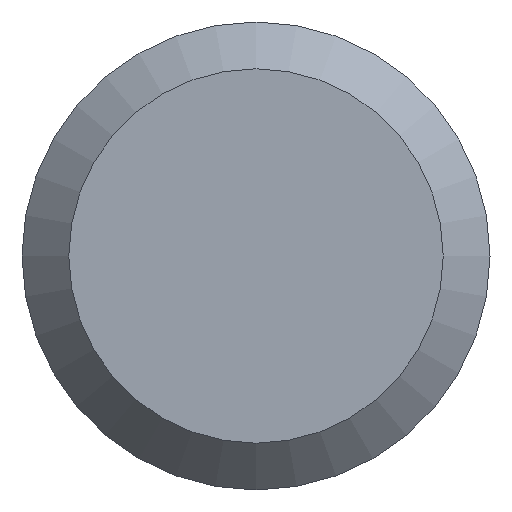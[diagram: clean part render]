
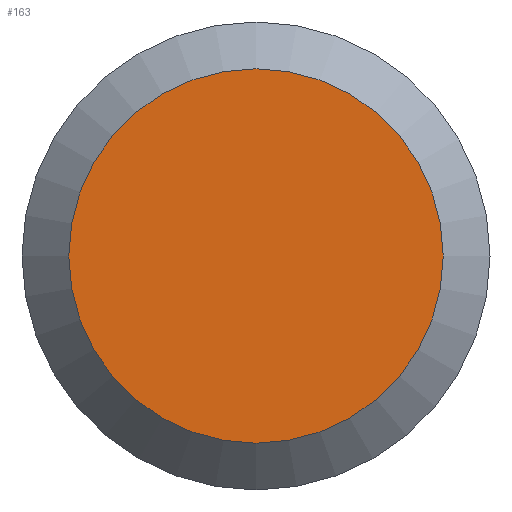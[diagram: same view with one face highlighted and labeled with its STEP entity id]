
A CAD part, left-side view. The second image highlights one B-rep face of the part: STEP entity #163.
In plain terms, the highlighted planar face has unit normal (-1, 0, 0).
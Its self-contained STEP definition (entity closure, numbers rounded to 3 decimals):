
#16 = EDGE_LOOP ( 'NONE', ( #140 ) ) ;
#46 = DIRECTION ( 'NONE',  ( 0., 0., -1. ) ) ;
#48 = PLANE ( 'NONE',  #68 ) ;
#68 = AXIS2_PLACEMENT_3D ( 'NONE', #161, #156, #46 ) ;
#88 = DIRECTION ( 'NONE',  ( -1., 0., 0. ) ) ;
#117 = FACE_OUTER_BOUND ( 'NONE', #16, .T. ) ;
#121 = CIRCLE ( 'NONE', #207, 1.92 ) ;
#138 = VERTEX_POINT ( 'NONE', #144 ) ;
#140 = ORIENTED_EDGE ( 'NONE', *, *, #182, .T. ) ;
#144 = CARTESIAN_POINT ( 'NONE',  ( 0., 0., -1.92 ) ) ;
#156 = DIRECTION ( 'NONE',  ( 1., 0., 0. ) ) ;
#161 = CARTESIAN_POINT ( 'NONE',  ( 0., 2.4, 0. ) ) ;
#163 = ADVANCED_FACE ( 'NONE', ( #117 ), #48, .F. ) ;
#165 = DIRECTION ( 'NONE',  ( 0., 0., -1. ) ) ;
#182 = EDGE_CURVE ( 'NONE', #138, #138, #121, .T. ) ;
#188 = CARTESIAN_POINT ( 'NONE',  ( 0., 0., 0. ) ) ;
#207 = AXIS2_PLACEMENT_3D ( 'NONE', #188, #88, #165 ) ;
